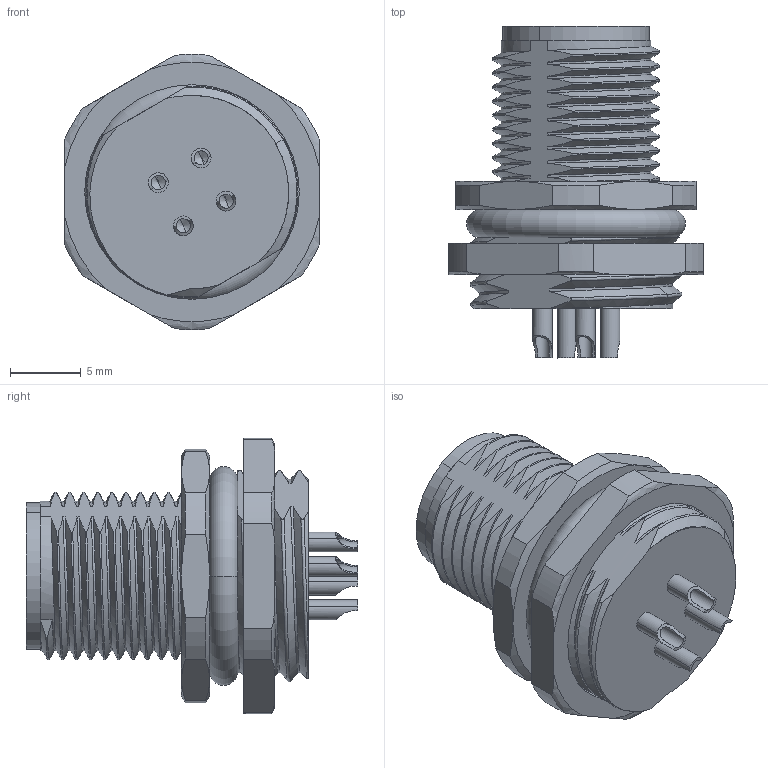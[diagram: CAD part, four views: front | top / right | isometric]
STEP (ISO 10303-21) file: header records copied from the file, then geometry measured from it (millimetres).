
FILE_DESCRIPTION((''),'2;1');
FILE_NAME('M12-M04D-BK-PG9-W0P25_SW0002','2021-12-16T',('p.yu'),(''),'PRO/ENGINEER BY PARAMETRIC TECHNOLOGY CORPORATION, 2012480','PRO/ENGINEER BY PARAMETRIC TECHNOLOGY CORPORATION, 2012480','');
FILE_SCHEMA(('CONFIG_CONTROL_DESIGN'));
Length unit declared in the file: millimetre
Products named in the file (1): M12-M04D-BK-PG9-W0P25_SW0002
Bounding box: 18 x 23.5 x 19.5 mm (x, y, z)
Volume: 2419.2 mm3; surface area: 2954.3 mm2
Topology: 2 solids, 3 shells, 282 faces, 838 edges, 559 vertices
Faces by surface type: bspline 99, cylinder 91, plane 43, cone 27, sphere 12, torus 10
Entity records: 16315 total; most frequent: CARTESIAN_POINT 9662, ORIENTED_EDGE 1644, DIRECTION 985, EDGE_CURVE 822, VERTEX_POINT 559, B_SPLINE_CURVE_WITH_KNOTS 394, AXIS2_PLACEMENT_3D 374, EDGE_LOOP 299
